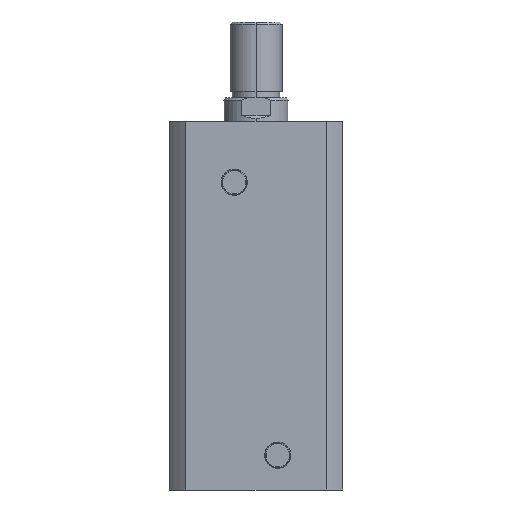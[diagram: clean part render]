
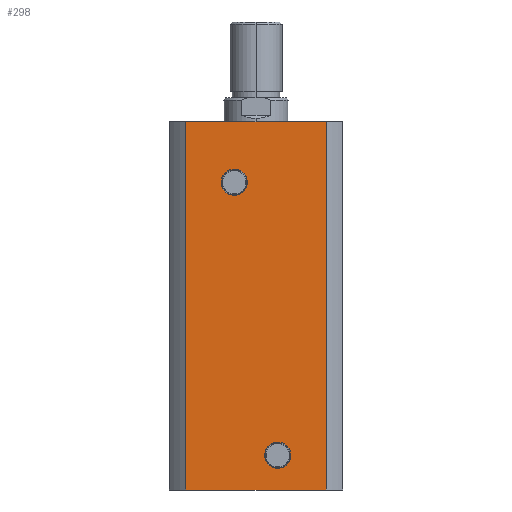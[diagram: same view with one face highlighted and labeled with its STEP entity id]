
A CAD part, left-side view. The second image highlights one B-rep face of the part: STEP entity #298.
In plain terms, the highlighted planar face has unit normal (-1, 0, 0).
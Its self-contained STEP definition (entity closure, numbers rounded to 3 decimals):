
#86 = EDGE_LOOP ( 'NONE', ( #2513, #2512 ) ) ;
#88 = EDGE_LOOP ( 'NONE', ( #2511, #2510 ) ) ;
#89 = EDGE_LOOP ( 'NONE', ( #2509, #2508, #2507, #2506 ) ) ;
#239 = FACE_BOUND ( 'NONE', #88, .T. ) ;
#242 = FACE_BOUND ( 'NONE', #86, .T. ) ;
#256 = FACE_OUTER_BOUND ( 'NONE', #89, .T. ) ;
#298 = ADVANCED_FACE ( 'NONE', ( #242, #239, #256 ), #2970, .F. ) ;
#404 = CARTESIAN_POINT ( 'NONE',  ( -40., -10., 9.94 ) ) ;
#431 = CARTESIAN_POINT ( 'NONE',  ( -40., -10., 22.06 ) ) ;
#806 = DIRECTION ( 'NONE',  ( 0., 0., -1. ) ) ;
#812 = CARTESIAN_POINT ( 'NONE',  ( -40., 32.438, 170. ) ) ;
#815 = DIRECTION ( 'NONE',  ( 0., -1., 0. ) ) ;
#823 = CARTESIAN_POINT ( 'NONE',  ( -40., -10., 16. ) ) ;
#824 = DIRECTION ( 'NONE',  ( -1., 0., 0. ) ) ;
#825 = DIRECTION ( 'NONE',  ( 0., 0., 1. ) ) ;
#826 = CARTESIAN_POINT ( 'NONE',  ( -40., 0., 170. ) ) ;
#827 = CARTESIAN_POINT ( 'NONE',  ( -40., 0., 0. ) ) ;
#828 = CARTESIAN_POINT ( 'NONE',  ( -40., 10., 142. ) ) ;
#829 = DIRECTION ( 'NONE',  ( -1., 0., 0. ) ) ;
#830 = DIRECTION ( 'NONE',  ( 0., 0., 1. ) ) ;
#831 = CARTESIAN_POINT ( 'NONE',  ( -40., -32.438, 170. ) ) ;
#833 = DIRECTION ( 'NONE',  ( 0., 0., -1. ) ) ;
#834 = DIRECTION ( 'NONE',  ( 0., -1., 0. ) ) ;
#1195 = LINE ( 'NONE', #812, #1197 ) ;
#1196 = CIRCLE ( 'NONE', #2097, 6.06 ) ;
#1197 = VECTOR ( 'NONE', #806, 1000. ) ;
#1198 = CIRCLE ( 'NONE', #2096, 6.06 ) ;
#1199 = LINE ( 'NONE', #827, #1202 ) ;
#1200 = LINE ( 'NONE', #826, #1206 ) ;
#1201 = LINE ( 'NONE', #831, #1204 ) ;
#1202 = VECTOR ( 'NONE', #815, 1000. ) ;
#1204 = VECTOR ( 'NONE', #833, 1000. ) ;
#1206 = VECTOR ( 'NONE', #834, 1000. ) ;
#1333 = CIRCLE ( 'NONE', #2128, 6.06 ) ;
#1348 = CIRCLE ( 'NONE', #2132, 6.06 ) ;
#1591 = CARTESIAN_POINT ( 'NONE',  ( -40., -32.438, 170. ) ) ;
#1597 = CARTESIAN_POINT ( 'NONE',  ( -40., -32.438, 0. ) ) ;
#1633 = CARTESIAN_POINT ( 'NONE',  ( -40., -10., 16. ) ) ;
#1634 = DIRECTION ( 'NONE',  ( -1., 0., 0. ) ) ;
#1635 = DIRECTION ( 'NONE',  ( 0., 0., 1. ) ) ;
#1653 = CARTESIAN_POINT ( 'NONE',  ( -40., 10., 142. ) ) ;
#1654 = DIRECTION ( 'NONE',  ( -1., 0., 0. ) ) ;
#1655 = DIRECTION ( 'NONE',  ( 0., 0., 1. ) ) ;
#1676 = CARTESIAN_POINT ( 'NONE',  ( -40., 32.438, 170. ) ) ;
#1678 = CARTESIAN_POINT ( 'NONE',  ( -40., 32.438, 0. ) ) ;
#1923 = VERTEX_POINT ( 'NONE', #3264 ) ;
#1924 = VERTEX_POINT ( 'NONE', #3265 ) ;
#1956 = AXIS2_PLACEMENT_3D ( 'NONE', #2968, #2963, #2972 ) ;
#2096 = AXIS2_PLACEMENT_3D ( 'NONE', #823, #824, #825 ) ;
#2097 = AXIS2_PLACEMENT_3D ( 'NONE', #828, #829, #830 ) ;
#2128 = AXIS2_PLACEMENT_3D ( 'NONE', #1633, #1634, #1635 ) ;
#2132 = AXIS2_PLACEMENT_3D ( 'NONE', #1653, #1654, #1655 ) ;
#2248 = VERTEX_POINT ( 'NONE', #404 ) ;
#2275 = VERTEX_POINT ( 'NONE', #431 ) ;
#2506 = ORIENTED_EDGE ( 'NONE', *, *, #3584, .T. ) ;
#2507 = ORIENTED_EDGE ( 'NONE', *, *, #3590, .F. ) ;
#2508 = ORIENTED_EDGE ( 'NONE', *, *, #3589, .F. ) ;
#2509 = ORIENTED_EDGE ( 'NONE', *, *, #3588, .T. ) ;
#2510 = ORIENTED_EDGE ( 'NONE', *, *, #3757, .F. ) ;
#2511 = ORIENTED_EDGE ( 'NONE', *, *, #3587, .F. ) ;
#2512 = ORIENTED_EDGE ( 'NONE', *, *, #3749, .F. ) ;
#2513 = ORIENTED_EDGE ( 'NONE', *, *, #3586, .F. ) ;
#2963 = DIRECTION ( 'NONE',  ( 1., 0., 0. ) ) ;
#2968 = CARTESIAN_POINT ( 'NONE',  ( -40., 0., 170. ) ) ;
#2970 = PLANE ( 'NONE',  #1956 ) ;
#2972 = DIRECTION ( 'NONE',  ( 0., 1., 0. ) ) ;
#3264 = CARTESIAN_POINT ( 'NONE',  ( -40., 10., 148.06 ) ) ;
#3265 = CARTESIAN_POINT ( 'NONE',  ( -40., 10., 135.94 ) ) ;
#3584 = EDGE_CURVE ( 'NONE', #3796, #3799, #1195, .T. ) ;
#3586 = EDGE_CURVE ( 'NONE', #2275, #2248, #1198, .T. ) ;
#3587 = EDGE_CURVE ( 'NONE', #1923, #1924, #1196, .T. ) ;
#3588 = EDGE_CURVE ( 'NONE', #3799, #3730, #1199, .T. ) ;
#3589 = EDGE_CURVE ( 'NONE', #3724, #3730, #1201, .T. ) ;
#3590 = EDGE_CURVE ( 'NONE', #3796, #3724, #1200, .T. ) ;
#3724 = VERTEX_POINT ( 'NONE', #1591 ) ;
#3730 = VERTEX_POINT ( 'NONE', #1597 ) ;
#3749 = EDGE_CURVE ( 'NONE', #2248, #2275, #1333, .T. ) ;
#3757 = EDGE_CURVE ( 'NONE', #1924, #1923, #1348, .T. ) ;
#3796 = VERTEX_POINT ( 'NONE', #1676 ) ;
#3799 = VERTEX_POINT ( 'NONE', #1678 ) ;
